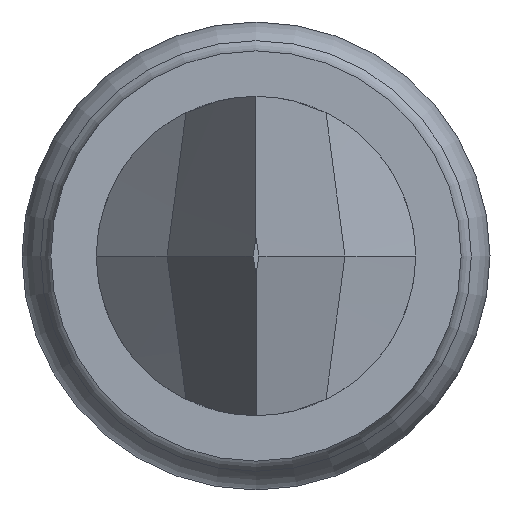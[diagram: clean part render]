
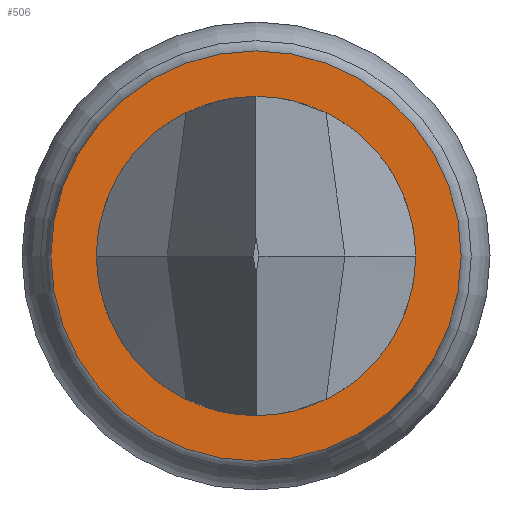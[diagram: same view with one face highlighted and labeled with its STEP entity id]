
A CAD part, left-side view. The second image highlights one B-rep face of the part: STEP entity #506.
In plain terms, the highlighted planar face has unit normal (-1, 0, 0).
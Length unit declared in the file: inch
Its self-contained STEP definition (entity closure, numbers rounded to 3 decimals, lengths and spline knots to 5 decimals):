
#36 = CIRCLE ( 'NONE', #885, 0.0135 ) ;
#37 = PLANE ( 'NONE',  #537 ) ;
#53 = VERTEX_POINT ( 'NONE', #248 ) ;
#86 = DIRECTION ( 'NONE',  ( 0., -1., 0. ) ) ;
#248 = CARTESIAN_POINT ( 'NONE',  ( 0., -0.0105, 0. ) ) ;
#265 = FACE_OUTER_BOUND ( 'NONE', #294, .T. ) ;
#289 = EDGE_CURVE ( 'NONE', #793, #793, #36, .T. ) ;
#294 = EDGE_LOOP ( 'NONE', ( #463 ) ) ;
#378 = DIRECTION ( 'NONE',  ( 1., 0., 0. ) ) ;
#463 = ORIENTED_EDGE ( 'NONE', *, *, #289, .T. ) ;
#487 = CIRCLE ( 'NONE', #909, 0.0105 ) ;
#506 = ADVANCED_FACE ( 'NONE', ( #926, #265 ), #37, .T. ) ;
#537 = AXIS2_PLACEMENT_3D ( 'NONE', #794, #560, #630 ) ;
#560 = DIRECTION ( 'NONE',  ( -1., 0., 0. ) ) ;
#630 = DIRECTION ( 'NONE',  ( 0., 0., -1. ) ) ;
#675 = DIRECTION ( 'NONE',  ( -1., 0., 0. ) ) ;
#752 = DIRECTION ( 'NONE',  ( 0., 0., -1. ) ) ;
#766 = CARTESIAN_POINT ( 'NONE',  ( 0., 0., -0.0135 ) ) ;
#793 = VERTEX_POINT ( 'NONE', #766 ) ;
#794 = CARTESIAN_POINT ( 'NONE',  ( 0., -0.0129, 0. ) ) ;
#845 = CARTESIAN_POINT ( 'NONE',  ( 0., 0., 0. ) ) ;
#885 = AXIS2_PLACEMENT_3D ( 'NONE', #925, #675, #752 ) ;
#907 = EDGE_CURVE ( 'NONE', #53, #53, #487, .T. ) ;
#909 = AXIS2_PLACEMENT_3D ( 'NONE', #845, #378, #86 ) ;
#925 = CARTESIAN_POINT ( 'NONE',  ( 0., 0., 0. ) ) ;
#926 = FACE_BOUND ( 'NONE', #978, .T. ) ;
#970 = ORIENTED_EDGE ( 'NONE', *, *, #907, .T. ) ;
#978 = EDGE_LOOP ( 'NONE', ( #970 ) ) ;
